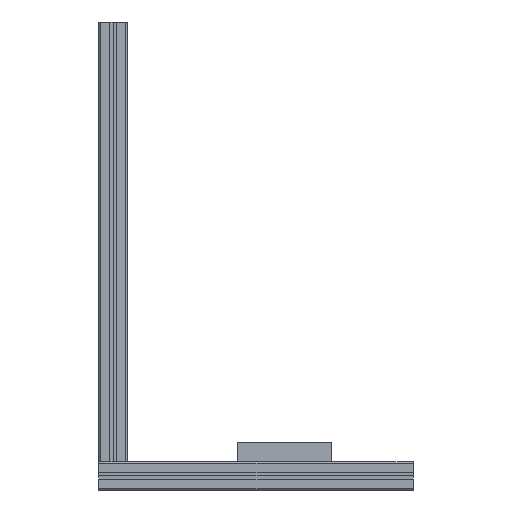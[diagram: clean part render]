
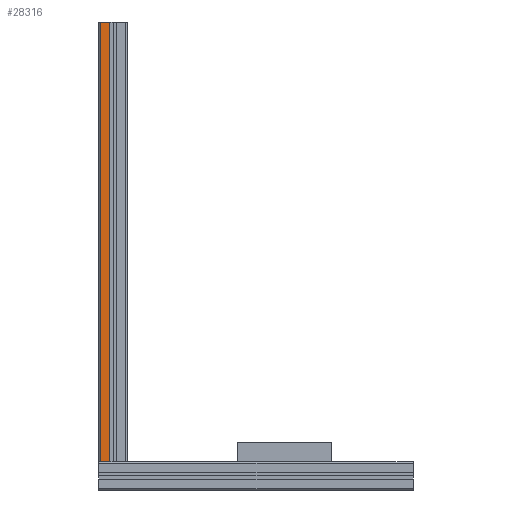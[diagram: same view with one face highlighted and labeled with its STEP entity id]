
A CAD part, left-side view. The second image highlights one B-rep face of the part: STEP entity #28316.
In plain terms, the highlighted planar face has unit normal (-1, 0, 0).
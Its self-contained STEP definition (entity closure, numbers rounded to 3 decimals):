
#17571 = PLANE('',#17572);
#17572 = AXIS2_PLACEMENT_3D('',#17573,#17574,#17575);
#17573 = CARTESIAN_POINT('',(-627.5,244.,722.5));
#17574 = DIRECTION('',(0.,0.,1.));
#17575 = DIRECTION('',(0.,1.,0.));
#17816 = VERTEX_POINT('',#17817);
#17817 = CARTESIAN_POINT('',(-645.,247.5,722.5));
#17836 = CYLINDRICAL_SURFACE('',#17837,2.5);
#17837 = AXIS2_PLACEMENT_3D('',#17838,#17839,#17840);
#17838 = CARTESIAN_POINT('',(-642.5,247.5,22.5));
#17839 = DIRECTION('',(0.,0.,-1.));
#17840 = DIRECTION('',(0.,-1.,0.));
#17848 = EDGE_CURVE('',#17849,#17816,#17851,.T.);
#17849 = VERTEX_POINT('',#17850);
#17850 = CARTESIAN_POINT('',(-645.,232.5,722.5));
#17851 = SURFACE_CURVE('',#17852,(#17856,#17863),.PCURVE_S1.);
#17852 = LINE('',#17853,#17854);
#17853 = CARTESIAN_POINT('',(-645.,227.5,722.5));
#17854 = VECTOR('',#17855,1.);
#17855 = DIRECTION('',(0.,1.,0.));
#17856 = PCURVE('',#17571,#17857);
#17857 = DEFINITIONAL_REPRESENTATION('',(#17858),#17862);
#17858 = LINE('',#17859,#17860);
#17859 = CARTESIAN_POINT('',(-16.5,17.5));
#17860 = VECTOR('',#17861,1.);
#17861 = DIRECTION('',(1.,0.));
#17862 = ( GEOMETRIC_REPRESENTATION_CONTEXT(2) 
PARAMETRIC_REPRESENTATION_CONTEXT() REPRESENTATION_CONTEXT('2D SPACE',''
  ) );
#17863 = PCURVE('',#17864,#17869);
#17864 = PLANE('',#17865);
#17865 = AXIS2_PLACEMENT_3D('',#17866,#17867,#17868);
#17866 = CARTESIAN_POINT('',(-645.,232.5,22.5));
#17867 = DIRECTION('',(-1.,0.,0.));
#17868 = DIRECTION('',(0.,1.,0.));
#17869 = DEFINITIONAL_REPRESENTATION('',(#17870),#17874);
#17870 = LINE('',#17871,#17872);
#17871 = CARTESIAN_POINT('',(-5.,-700.));
#17872 = VECTOR('',#17873,1.);
#17873 = DIRECTION('',(1.,0.));
#17874 = ( GEOMETRIC_REPRESENTATION_CONTEXT(2) 
PARAMETRIC_REPRESENTATION_CONTEXT() REPRESENTATION_CONTEXT('2D SPACE',''
  ) );
#17892 = PLANE('',#17893);
#17893 = AXIS2_PLACEMENT_3D('',#17894,#17895,#17896);
#17894 = CARTESIAN_POINT('',(-645.,232.5,22.5));
#17895 = DIRECTION('',(0.,1.,0.));
#17896 = DIRECTION('',(1.,0.,0.));
#22625 = PLANE('',#22626);
#22626 = AXIS2_PLACEMENT_3D('',#22627,#22628,#22629);
#22627 = CARTESIAN_POINT('',(-627.5,244.,22.5));
#22628 = DIRECTION('',(0.,0.,1.));
#22629 = DIRECTION('',(0.,1.,0.));
#28266 = EDGE_CURVE('',#28267,#17816,#28269,.T.);
#28267 = VERTEX_POINT('',#28268);
#28268 = CARTESIAN_POINT('',(-645.,247.5,22.5));
#28269 = SURFACE_CURVE('',#28270,(#28274,#28281),.PCURVE_S1.);
#28270 = LINE('',#28271,#28272);
#28271 = CARTESIAN_POINT('',(-645.,247.5,22.5));
#28272 = VECTOR('',#28273,1.);
#28273 = DIRECTION('',(0.,0.,1.));
#28274 = PCURVE('',#17836,#28275);
#28275 = DEFINITIONAL_REPRESENTATION('',(#28276),#28280);
#28276 = LINE('',#28277,#28278);
#28277 = CARTESIAN_POINT('',(1.571,0.));
#28278 = VECTOR('',#28279,1.);
#28279 = DIRECTION('',(0.,-1.));
#28280 = ( GEOMETRIC_REPRESENTATION_CONTEXT(2) 
PARAMETRIC_REPRESENTATION_CONTEXT() REPRESENTATION_CONTEXT('2D SPACE',''
  ) );
#28281 = PCURVE('',#17864,#28282);
#28282 = DEFINITIONAL_REPRESENTATION('',(#28283),#28287);
#28283 = LINE('',#28284,#28285);
#28284 = CARTESIAN_POINT('',(15.,0.));
#28285 = VECTOR('',#28286,1.);
#28286 = DIRECTION('',(0.,-1.));
#28287 = ( GEOMETRIC_REPRESENTATION_CONTEXT(2) 
PARAMETRIC_REPRESENTATION_CONTEXT() REPRESENTATION_CONTEXT('2D SPACE',''
  ) );
#28316 = ADVANCED_FACE('',(#28317),#17864,.T.);
#28317 = FACE_BOUND('',#28318,.T.);
#28318 = EDGE_LOOP('',(#28319,#28342,#28343,#28344));
#28319 = ORIENTED_EDGE('',*,*,#28320,.T.);
#28320 = EDGE_CURVE('',#28321,#17849,#28323,.T.);
#28321 = VERTEX_POINT('',#28322);
#28322 = CARTESIAN_POINT('',(-645.,232.5,22.5));
#28323 = SURFACE_CURVE('',#28324,(#28328,#28335),.PCURVE_S1.);
#28324 = LINE('',#28325,#28326);
#28325 = CARTESIAN_POINT('',(-645.,232.5,22.5));
#28326 = VECTOR('',#28327,1.);
#28327 = DIRECTION('',(0.,0.,1.));
#28328 = PCURVE('',#17864,#28329);
#28329 = DEFINITIONAL_REPRESENTATION('',(#28330),#28334);
#28330 = LINE('',#28331,#28332);
#28331 = CARTESIAN_POINT('',(0.,0.));
#28332 = VECTOR('',#28333,1.);
#28333 = DIRECTION('',(0.,-1.));
#28334 = ( GEOMETRIC_REPRESENTATION_CONTEXT(2) 
PARAMETRIC_REPRESENTATION_CONTEXT() REPRESENTATION_CONTEXT('2D SPACE',''
  ) );
#28335 = PCURVE('',#17892,#28336);
#28336 = DEFINITIONAL_REPRESENTATION('',(#28337),#28341);
#28337 = LINE('',#28338,#28339);
#28338 = CARTESIAN_POINT('',(0.,0.));
#28339 = VECTOR('',#28340,1.);
#28340 = DIRECTION('',(0.,-1.));
#28341 = ( GEOMETRIC_REPRESENTATION_CONTEXT(2) 
PARAMETRIC_REPRESENTATION_CONTEXT() REPRESENTATION_CONTEXT('2D SPACE',''
  ) );
#28342 = ORIENTED_EDGE('',*,*,#17848,.T.);
#28343 = ORIENTED_EDGE('',*,*,#28266,.F.);
#28344 = ORIENTED_EDGE('',*,*,#28345,.F.);
#28345 = EDGE_CURVE('',#28321,#28267,#28346,.T.);
#28346 = SURFACE_CURVE('',#28347,(#28351,#28358),.PCURVE_S1.);
#28347 = LINE('',#28348,#28349);
#28348 = CARTESIAN_POINT('',(-645.,227.5,22.5));
#28349 = VECTOR('',#28350,1.);
#28350 = DIRECTION('',(0.,1.,0.));
#28351 = PCURVE('',#17864,#28352);
#28352 = DEFINITIONAL_REPRESENTATION('',(#28353),#28357);
#28353 = LINE('',#28354,#28355);
#28354 = CARTESIAN_POINT('',(-5.,0.));
#28355 = VECTOR('',#28356,1.);
#28356 = DIRECTION('',(1.,0.));
#28357 = ( GEOMETRIC_REPRESENTATION_CONTEXT(2) 
PARAMETRIC_REPRESENTATION_CONTEXT() REPRESENTATION_CONTEXT('2D SPACE',''
  ) );
#28358 = PCURVE('',#22625,#28359);
#28359 = DEFINITIONAL_REPRESENTATION('',(#28360),#28364);
#28360 = LINE('',#28361,#28362);
#28361 = CARTESIAN_POINT('',(-16.5,17.5));
#28362 = VECTOR('',#28363,1.);
#28363 = DIRECTION('',(1.,0.));
#28364 = ( GEOMETRIC_REPRESENTATION_CONTEXT(2) 
PARAMETRIC_REPRESENTATION_CONTEXT() REPRESENTATION_CONTEXT('2D SPACE',''
  ) );
